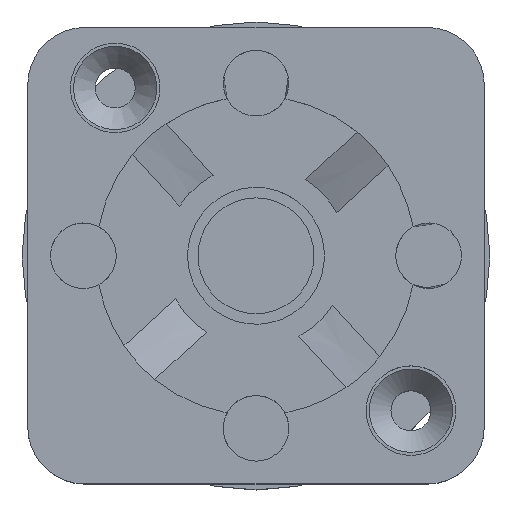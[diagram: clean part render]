
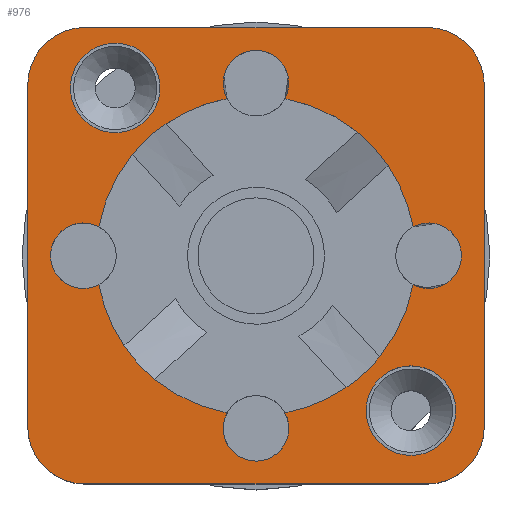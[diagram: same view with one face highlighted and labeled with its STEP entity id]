
A CAD part, top view. The second image highlights one B-rep face of the part: STEP entity #976.
In plain terms, the highlighted planar face has unit normal (0, 0, 1).
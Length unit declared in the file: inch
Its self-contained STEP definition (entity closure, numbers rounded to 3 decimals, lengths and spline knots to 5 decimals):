
#511=CARTESIAN_POINT('',(-0.62396,0.38996,0.37402));
#512=VERTEX_POINT('',#511);
#513=CARTESIAN_POINT('',(-0.63745,0.23602,0.37402));
#514=DIRECTION('',(0.0,0.0,-1.0));
#515=DIRECTION('',(0.087,0.996,0.0));
#516=AXIS2_PLACEMENT_3D('',#513,#514,#515);
#517=CIRCLE('',#516,0.15453);
#518=EDGE_CURVE('',#512,#512,#517,.T.);
#662=CARTESIAN_POINT('',(0.53726,-0.8775,0.37402));
#663=VERTEX_POINT('',#662);
#664=CARTESIAN_POINT('',(0.38274,-0.8775,0.37402));
#665=DIRECTION('',(0.0,0.0,-1.0));
#666=DIRECTION('',(1.0,0.0,0.0));
#667=AXIS2_PLACEMENT_3D('',#664,#665,#666);
#668=CIRCLE('',#667,0.15453);
#669=EDGE_CURVE('',#663,#663,#668,.T.);
#704=CARTESIAN_POINT('',(-0.05191,-0.88512,0.37402));
#705=VERTEX_POINT('',#704);
#721=CARTESIAN_POINT('',(-0.25151,-0.88512,0.37402));
#722=VERTEX_POINT('',#721);
#729=CARTESIAN_POINT('',(-0.15171,-0.93852,0.37402));
#730=DIRECTION('',(0.0,0.0,-1.0));
#731=DIRECTION('',(1.0,0.0,0.0));
#732=AXIS2_PLACEMENT_3D('',#729,#730,#731);
#733=CIRCLE('',#732,0.11319);
#734=EDGE_CURVE('',#705,#722,#733,.T.);
#759=CARTESIAN_POINT('',(-0.15171,-0.34305,0.37402));
#760=DIRECTION('',(0.0,0.0,1.0));
#761=DIRECTION('',(1.0,0.0,0.0));
#762=AXIS2_PLACEMENT_3D('',#759,#760,#761);
#763=PLANE('',#762);
#764=CARTESIAN_POINT('',(-0.74226,0.44435,0.37402));
#765=VERTEX_POINT('',#764);
#766=CARTESIAN_POINT('',(0.43884,0.44435,0.37402));
#767=VERTEX_POINT('',#766);
#768=CARTESIAN_POINT('',(-0.74226,0.44435,0.37402));
#769=DIRECTION('',(1.0,0.0,0.0));
#770=VECTOR('',#769,1.1811);
#771=LINE('',#768,#770);
#772=EDGE_CURVE('',#765,#767,#771,.T.);
#773=ORIENTED_EDGE('',*,*,#772,.F.);
#774=CARTESIAN_POINT('',(-0.93911,0.2475,0.37402));
#775=VERTEX_POINT('',#774);
#776=CARTESIAN_POINT('',(-0.74226,0.2475,0.37402));
#777=DIRECTION('',(0.0,0.0,-1.0));
#778=DIRECTION('',(0.0,1.0,0.0));
#779=AXIS2_PLACEMENT_3D('',#776,#777,#778);
#780=CIRCLE('',#779,0.19685);
#781=EDGE_CURVE('',#775,#765,#780,.T.);
#782=ORIENTED_EDGE('',*,*,#781,.F.);
#783=CARTESIAN_POINT('',(-0.93911,-0.9336,0.37402));
#784=VERTEX_POINT('',#783);
#785=CARTESIAN_POINT('',(-0.93911,-0.9336,0.37402));
#786=DIRECTION('',(0.0,1.0,0.0));
#787=VECTOR('',#786,1.1811);
#788=LINE('',#785,#787);
#789=EDGE_CURVE('',#784,#775,#788,.T.);
#790=ORIENTED_EDGE('',*,*,#789,.F.);
#791=CARTESIAN_POINT('',(-0.74226,-1.13045,0.37402));
#792=VERTEX_POINT('',#791);
#793=CARTESIAN_POINT('',(-0.74226,-0.9336,0.37402));
#794=DIRECTION('',(0.0,0.0,-1.0));
#795=DIRECTION('',(-1.0,0.0,0.0));
#796=AXIS2_PLACEMENT_3D('',#793,#794,#795);
#797=CIRCLE('',#796,0.19685);
#798=EDGE_CURVE('',#792,#784,#797,.T.);
#799=ORIENTED_EDGE('',*,*,#798,.F.);
#800=CARTESIAN_POINT('',(0.43884,-1.13045,0.37402));
#801=VERTEX_POINT('',#800);
#802=CARTESIAN_POINT('',(0.43884,-1.13045,0.37402));
#803=DIRECTION('',(-1.0,0.0,0.0));
#804=VECTOR('',#803,1.1811);
#805=LINE('',#802,#804);
#806=EDGE_CURVE('',#801,#792,#805,.T.);
#807=ORIENTED_EDGE('',*,*,#806,.F.);
#808=CARTESIAN_POINT('',(0.63569,-0.9336,0.37402));
#809=VERTEX_POINT('',#808);
#810=CARTESIAN_POINT('',(0.43884,-0.9336,0.37402));
#811=DIRECTION('',(0.0,0.0,-1.0));
#812=DIRECTION('',(0.0,-1.0,0.0));
#813=AXIS2_PLACEMENT_3D('',#810,#811,#812);
#814=CIRCLE('',#813,0.19685);
#815=EDGE_CURVE('',#809,#801,#814,.T.);
#816=ORIENTED_EDGE('',*,*,#815,.F.);
#817=CARTESIAN_POINT('',(0.63569,0.2475,0.37402));
#818=VERTEX_POINT('',#817);
#819=CARTESIAN_POINT('',(0.63569,0.2475,0.37402));
#820=DIRECTION('',(0.0,-1.0,0.0));
#821=VECTOR('',#820,1.1811);
#822=LINE('',#819,#821);
#823=EDGE_CURVE('',#818,#809,#822,.T.);
#824=ORIENTED_EDGE('',*,*,#823,.F.);
#825=CARTESIAN_POINT('',(0.43884,0.2475,0.37402));
#826=DIRECTION('',(0.0,0.0,-1.0));
#827=DIRECTION('',(1.0,0.0,0.0));
#828=AXIS2_PLACEMENT_3D('',#825,#826,#827);
#829=CIRCLE('',#828,0.19685);
#830=EDGE_CURVE('',#767,#818,#829,.T.);
#831=ORIENTED_EDGE('',*,*,#830,.F.);
#832=EDGE_LOOP('',(#773,#782,#790,#799,#807,#816,#824,#831));
#833=FACE_OUTER_BOUND('',#832,.T.);
#834=ORIENTED_EDGE('',*,*,#518,.T.);
#835=EDGE_LOOP('',(#834));
#836=FACE_BOUND('',#835,.T.);
#837=ORIENTED_EDGE('',*,*,#669,.T.);
#838=EDGE_LOOP('',(#837));
#839=FACE_BOUND('',#838,.T.);
#840=ORIENTED_EDGE('',*,*,#734,.T.);
#841=CARTESIAN_POINT('',(-0.50076,-0.76963,0.37402));
#842=VERTEX_POINT('',#841);
#843=CARTESIAN_POINT('',(-0.15171,-0.34305,0.37402));
#844=DIRECTION('',(0.0,0.0,-1.0));
#845=DIRECTION('',(0.0,1.0,0.0));
#846=AXIS2_PLACEMENT_3D('',#843,#844,#845);
#847=CIRCLE('',#846,0.55118);
#848=EDGE_CURVE('',#722,#842,#847,.T.);
#849=ORIENTED_EDGE('',*,*,#848,.T.);
#850=CARTESIAN_POINT('',(-0.60714,-0.65351,0.37402));
#851=VERTEX_POINT('',#850);
#852=CARTESIAN_POINT('',(-0.15171,-0.34305,0.37402));
#853=DIRECTION('',(0.0,0.0,-1.0));
#854=DIRECTION('',(0.0,1.0,0.0));
#855=AXIS2_PLACEMENT_3D('',#852,#853,#854);
#856=CIRCLE('',#855,0.55118);
#857=EDGE_CURVE('',#842,#851,#856,.T.);
#858=ORIENTED_EDGE('',*,*,#857,.T.);
#859=CARTESIAN_POINT('',(-0.69378,-0.44285,0.37402));
#860=VERTEX_POINT('',#859);
#861=CARTESIAN_POINT('',(-0.15171,-0.34305,0.37402));
#862=DIRECTION('',(0.0,0.0,-1.0));
#863=DIRECTION('',(0.0,1.0,0.0));
#864=AXIS2_PLACEMENT_3D('',#861,#862,#863);
#865=CIRCLE('',#864,0.55118);
#866=EDGE_CURVE('',#851,#860,#865,.T.);
#867=ORIENTED_EDGE('',*,*,#866,.T.);
#868=CARTESIAN_POINT('',(-0.69378,-0.24325,0.37402));
#869=VERTEX_POINT('',#868);
#870=CARTESIAN_POINT('',(-0.74718,-0.34305,0.37402));
#871=DIRECTION('',(0.0,0.0,-1.0));
#872=DIRECTION('',(-1.0,0.0,0.0));
#873=AXIS2_PLACEMENT_3D('',#870,#871,#872);
#874=CIRCLE('',#873,0.11319);
#875=EDGE_CURVE('',#860,#869,#874,.T.);
#876=ORIENTED_EDGE('',*,*,#875,.T.);
#877=CARTESIAN_POINT('',(-0.57829,0.00599,0.37402));
#878=VERTEX_POINT('',#877);
#879=CARTESIAN_POINT('',(-0.15171,-0.34305,0.37402));
#880=DIRECTION('',(0.0,0.0,-1.0));
#881=DIRECTION('',(0.0,1.0,0.0));
#882=AXIS2_PLACEMENT_3D('',#879,#880,#881);
#883=CIRCLE('',#882,0.55118);
#884=EDGE_CURVE('',#869,#878,#883,.T.);
#885=ORIENTED_EDGE('',*,*,#884,.T.);
#886=CARTESIAN_POINT('',(-0.46217,0.11237,0.37402));
#887=VERTEX_POINT('',#886);
#888=CARTESIAN_POINT('',(-0.15171,-0.34305,0.37402));
#889=DIRECTION('',(0.0,0.0,-1.0));
#890=DIRECTION('',(0.0,1.0,0.0));
#891=AXIS2_PLACEMENT_3D('',#888,#889,#890);
#892=CIRCLE('',#891,0.55118);
#893=EDGE_CURVE('',#878,#887,#892,.T.);
#894=ORIENTED_EDGE('',*,*,#893,.T.);
#895=CARTESIAN_POINT('',(-0.25151,0.19902,0.37402));
#896=VERTEX_POINT('',#895);
#897=CARTESIAN_POINT('',(-0.15171,-0.34305,0.37402));
#898=DIRECTION('',(0.0,0.0,-1.0));
#899=DIRECTION('',(0.0,1.0,0.0));
#900=AXIS2_PLACEMENT_3D('',#897,#898,#899);
#901=CIRCLE('',#900,0.55118);
#902=EDGE_CURVE('',#887,#896,#901,.T.);
#903=ORIENTED_EDGE('',*,*,#902,.T.);
#904=CARTESIAN_POINT('',(-0.05191,0.19902,0.37402));
#905=VERTEX_POINT('',#904);
#906=CARTESIAN_POINT('',(-0.15171,0.25242,0.37402));
#907=DIRECTION('',(0.0,0.0,-1.0));
#908=DIRECTION('',(1.0,0.0,0.0));
#909=AXIS2_PLACEMENT_3D('',#906,#907,#908);
#910=CIRCLE('',#909,0.11319);
#911=EDGE_CURVE('',#896,#905,#910,.T.);
#912=ORIENTED_EDGE('',*,*,#911,.T.);
#913=CARTESIAN_POINT('',(0.19733,0.08353,0.37402));
#914=VERTEX_POINT('',#913);
#915=CARTESIAN_POINT('',(-0.15171,-0.34305,0.37402));
#916=DIRECTION('',(0.0,0.0,-1.0));
#917=DIRECTION('',(0.0,1.0,0.0));
#918=AXIS2_PLACEMENT_3D('',#915,#916,#917);
#919=CIRCLE('',#918,0.55118);
#920=EDGE_CURVE('',#905,#914,#919,.T.);
#921=ORIENTED_EDGE('',*,*,#920,.T.);
#922=CARTESIAN_POINT('',(0.30371,-0.03259,0.37402));
#923=VERTEX_POINT('',#922);
#924=CARTESIAN_POINT('',(-0.15171,-0.34305,0.37402));
#925=DIRECTION('',(0.0,0.0,-1.0));
#926=DIRECTION('',(0.0,1.0,0.0));
#927=AXIS2_PLACEMENT_3D('',#924,#925,#926);
#928=CIRCLE('',#927,0.55118);
#929=EDGE_CURVE('',#914,#923,#928,.T.);
#930=ORIENTED_EDGE('',*,*,#929,.T.);
#931=CARTESIAN_POINT('',(0.39036,-0.24325,0.37402));
#932=VERTEX_POINT('',#931);
#933=CARTESIAN_POINT('',(-0.15171,-0.34305,0.37402));
#934=DIRECTION('',(0.0,0.0,-1.0));
#935=DIRECTION('',(0.0,1.0,0.0));
#936=AXIS2_PLACEMENT_3D('',#933,#934,#935);
#937=CIRCLE('',#936,0.55118);
#938=EDGE_CURVE('',#923,#932,#937,.T.);
#939=ORIENTED_EDGE('',*,*,#938,.T.);
#940=CARTESIAN_POINT('',(0.39036,-0.44285,0.37402));
#941=VERTEX_POINT('',#940);
#942=CARTESIAN_POINT('',(0.44376,-0.34305,0.37402));
#943=DIRECTION('',(0.0,0.0,-1.0));
#944=DIRECTION('',(1.0,0.0,0.0));
#945=AXIS2_PLACEMENT_3D('',#942,#943,#944);
#946=CIRCLE('',#945,0.11319);
#947=EDGE_CURVE('',#932,#941,#946,.T.);
#948=ORIENTED_EDGE('',*,*,#947,.T.);
#949=CARTESIAN_POINT('',(0.27487,-0.6921,0.37402));
#950=VERTEX_POINT('',#949);
#951=CARTESIAN_POINT('',(-0.15171,-0.34305,0.37402));
#952=DIRECTION('',(0.0,0.0,-1.0));
#953=DIRECTION('',(0.0,1.0,0.0));
#954=AXIS2_PLACEMENT_3D('',#951,#952,#953);
#955=CIRCLE('',#954,0.55118);
#956=EDGE_CURVE('',#941,#950,#955,.T.);
#957=ORIENTED_EDGE('',*,*,#956,.T.);
#958=CARTESIAN_POINT('',(0.15875,-0.79848,0.37402));
#959=VERTEX_POINT('',#958);
#960=CARTESIAN_POINT('',(-0.15171,-0.34305,0.37402));
#961=DIRECTION('',(0.0,0.0,-1.0));
#962=DIRECTION('',(0.0,1.0,0.0));
#963=AXIS2_PLACEMENT_3D('',#960,#961,#962);
#964=CIRCLE('',#963,0.55118);
#965=EDGE_CURVE('',#950,#959,#964,.T.);
#966=ORIENTED_EDGE('',*,*,#965,.T.);
#967=CARTESIAN_POINT('',(-0.15171,-0.34305,0.37402));
#968=DIRECTION('',(0.0,0.0,-1.0));
#969=DIRECTION('',(0.0,1.0,0.0));
#970=AXIS2_PLACEMENT_3D('',#967,#968,#969);
#971=CIRCLE('',#970,0.55118);
#972=EDGE_CURVE('',#959,#705,#971,.T.);
#973=ORIENTED_EDGE('',*,*,#972,.T.);
#974=EDGE_LOOP('',(#840,#849,#858,#867,#876,#885,#894,#903,#912,#921,#930,#939,#948,#957,#966,#973));
#975=FACE_BOUND('',#974,.T.);
#976=ADVANCED_FACE('',(#833,#836,#839,#975),#763,.T.);
